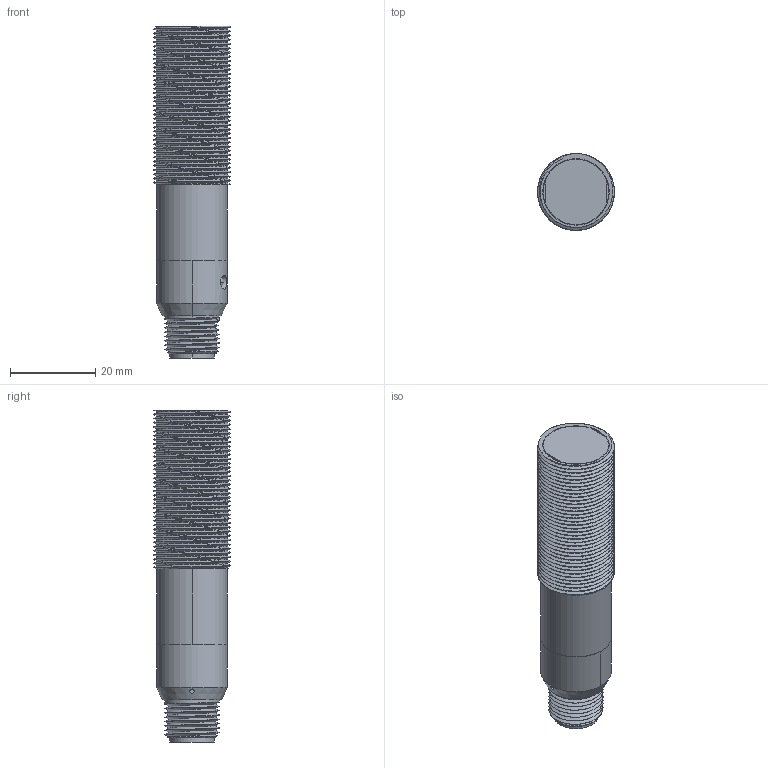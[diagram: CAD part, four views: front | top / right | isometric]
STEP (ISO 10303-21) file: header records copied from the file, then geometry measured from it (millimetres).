
FILE_DESCRIPTION((''),'2;1');
FILE_NAME('155359_SW','2011-02-03T',('banengservice'),('BANNER ENGINEERING'),'PRO/ENGINEER BY PARAMETRIC TECHNOLOGY CORPORATION, 2009141','PRO/ENGINEER BY PARAMETRIC TECHNOLOGY CORPORATION, 2009141','');
FILE_SCHEMA(('CONFIG_CONTROL_DESIGN'));
Length unit declared in the file: inch
Products named in the file (1): 155359_SW
Bounding box: 18 x 18 x 77.83 mm (x, y, z)
Volume: 5473.2 mm3; surface area: 12143.8 mm2
Topology: 1 solids, 3 shells, 366 faces, 957 edges, 616 vertices
Faces by surface type: cylinder 165, plane 119, bspline 54, cone 18, revolution 4, sphere 4, torus 2
Entity records: 33340 total; most frequent: CARTESIAN_POINT 24875, ORIENTED_EDGE 1898, DIRECTION 1510, EDGE_CURVE 949, VERTEX_POINT 616, AXIS2_PLACEMENT_3D 545, VECTOR 416, LINE 416
